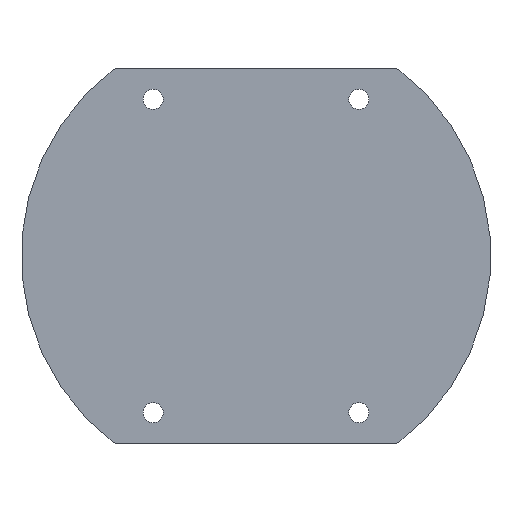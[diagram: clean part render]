
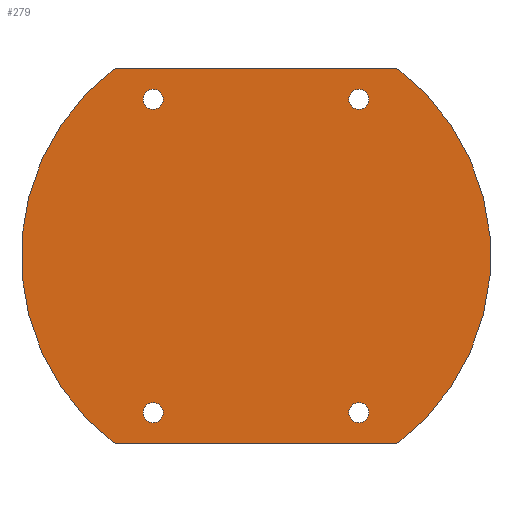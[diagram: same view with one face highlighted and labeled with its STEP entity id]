
A CAD part, front view. The second image highlights one B-rep face of the part: STEP entity #279.
In plain terms, the highlighted planar face has unit normal (0, -1, 0).
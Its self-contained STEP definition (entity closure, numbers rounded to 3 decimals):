
#14 = CARTESIAN_POINT ( 'NONE',  ( -31.5, 0., 42. ) ) ;
#15 = AXIS2_PLACEMENT_3D ( 'NONE', #253, #1359, #411 ) ;
#45 = FACE_OUTER_BOUND ( 'NONE', #869, .T. ) ;
#47 = DIRECTION ( 'NONE',  ( 0., 1., 0. ) ) ;
#90 = FACE_BOUND ( 'NONE', #1383, .T. ) ;
#140 = CARTESIAN_POINT ( 'NONE',  ( -23., 0., 35. ) ) ;
#141 = AXIS2_PLACEMENT_3D ( 'NONE', #426, #1523, #581 ) ;
#146 = CARTESIAN_POINT ( 'NONE',  ( 23., 0., -35. ) ) ;
#148 = VERTEX_POINT ( 'NONE', #587 ) ;
#183 = CIRCLE ( 'NONE', #412, 2.248 ) ;
#209 = CARTESIAN_POINT ( 'NONE',  ( 23., 0., -37.248 ) ) ;
#216 = EDGE_CURVE ( 'NONE', #409, #1891, #1772, .T. ) ;
#217 = CIRCLE ( 'NONE', #1148, 52.5 ) ;
#219 = CARTESIAN_POINT ( 'NONE',  ( 23., 0., 35. ) ) ;
#253 = CARTESIAN_POINT ( 'NONE',  ( 23., 0., 35. ) ) ;
#279 = ADVANCED_FACE ( 'NONE', ( #90, #877, #1303, #462, #45 ), #316, .F. ) ;
#293 = ORIENTED_EDGE ( 'NONE', *, *, #1581, .F. ) ;
#295 = DIRECTION ( 'NONE',  ( 0., 0., 1. ) ) ;
#297 = VERTEX_POINT ( 'NONE', #1673 ) ;
#303 = DIRECTION ( 'NONE',  ( 0., 0., 1. ) ) ;
#316 = PLANE ( 'NONE',  #524 ) ;
#324 = DIRECTION ( 'NONE',  ( 0., 1., 0. ) ) ;
#329 = DIRECTION ( 'NONE',  ( 0., 1., 0. ) ) ;
#373 = DIRECTION ( 'NONE',  ( 0., 0., 1. ) ) ;
#409 = VERTEX_POINT ( 'NONE', #1245 ) ;
#411 = DIRECTION ( 'NONE',  ( 0., 0., 1. ) ) ;
#412 = AXIS2_PLACEMENT_3D ( 'NONE', #1464, #516, #1608 ) ;
#421 = EDGE_CURVE ( 'NONE', #409, #1231, #217, .T. ) ;
#426 = CARTESIAN_POINT ( 'NONE',  ( -23., 0., -35. ) ) ;
#462 = FACE_BOUND ( 'NONE', #1431, .T. ) ;
#466 = CARTESIAN_POINT ( 'NONE',  ( 0., 0., 0. ) ) ;
#479 = AXIS2_PLACEMENT_3D ( 'NONE', #988, #47, #1142 ) ;
#516 = DIRECTION ( 'NONE',  ( 0., 1., 0. ) ) ;
#524 = AXIS2_PLACEMENT_3D ( 'NONE', #1567, #324, #1428 ) ;
#530 = EDGE_CURVE ( 'NONE', #960, #1231, #900, .T. ) ;
#531 = CIRCLE ( 'NONE', #859, 2.248 ) ;
#546 = CARTESIAN_POINT ( 'NONE',  ( 23., 0., 32.752 ) ) ;
#553 = VECTOR ( 'NONE', #1989, 1000. ) ;
#577 = AXIS2_PLACEMENT_3D ( 'NONE', #146, #1243, #303 ) ;
#581 = DIRECTION ( 'NONE',  ( 0., 0., 1. ) ) ;
#587 = CARTESIAN_POINT ( 'NONE',  ( -23., 0., 37.248 ) ) ;
#591 = CARTESIAN_POINT ( 'NONE',  ( 23., 0., -35. ) ) ;
#620 = DIRECTION ( 'NONE',  ( 0., 0., 1. ) ) ;
#632 = EDGE_CURVE ( 'NONE', #148, #297, #1815, .T. ) ;
#639 = VERTEX_POINT ( 'NONE', #209 ) ;
#683 = EDGE_CURVE ( 'NONE', #1225, #987, #974, .T. ) ;
#693 = ORIENTED_EDGE ( 'NONE', *, *, #530, .T. ) ;
#696 = ORIENTED_EDGE ( 'NONE', *, *, #683, .T. ) ;
#749 = DIRECTION ( 'NONE',  ( 0., 0., 1. ) ) ;
#756 = ORIENTED_EDGE ( 'NONE', *, *, #632, .T. ) ;
#759 = CARTESIAN_POINT ( 'NONE',  ( 23., 0., 37.248 ) ) ;
#784 = ORIENTED_EDGE ( 'NONE', *, *, #1445, .T. ) ;
#794 = CIRCLE ( 'NONE', #1415, 52.5 ) ;
#796 = AXIS2_PLACEMENT_3D ( 'NONE', #219, #1320, #373 ) ;
#802 = VECTOR ( 'NONE', #961, 1000. ) ;
#848 = EDGE_CURVE ( 'NONE', #987, #1225, #1041, .T. ) ;
#853 = VERTEX_POINT ( 'NONE', #1506 ) ;
#859 = AXIS2_PLACEMENT_3D ( 'NONE', #591, #1679, #749 ) ;
#869 = EDGE_LOOP ( 'NONE', ( #293, #693, #884, #1108 ) ) ;
#874 = AXIS2_PLACEMENT_3D ( 'NONE', #140, #1239, #295 ) ;
#877 = FACE_BOUND ( 'NONE', #1457, .T. ) ;
#884 = ORIENTED_EDGE ( 'NONE', *, *, #421, .F. ) ;
#900 = LINE ( 'NONE', #14, #802 ) ;
#937 = CARTESIAN_POINT ( 'NONE',  ( -31.5, 0., -42. ) ) ;
#953 = EDGE_CURVE ( 'NONE', #853, #639, #531, .T. ) ;
#960 = VERTEX_POINT ( 'NONE', #1220 ) ;
#961 = DIRECTION ( 'NONE',  ( -1., 0., 0. ) ) ;
#974 = CIRCLE ( 'NONE', #796, 2.248 ) ;
#987 = VERTEX_POINT ( 'NONE', #759 ) ;
#988 = CARTESIAN_POINT ( 'NONE',  ( -23., 0., 35. ) ) ;
#1041 = CIRCLE ( 'NONE', #15, 2.248 ) ;
#1108 = ORIENTED_EDGE ( 'NONE', *, *, #216, .T. ) ;
#1142 = DIRECTION ( 'NONE',  ( 0., 0., 1. ) ) ;
#1148 = AXIS2_PLACEMENT_3D ( 'NONE', #466, #1558, #620 ) ;
#1186 = VERTEX_POINT ( 'NONE', #1603 ) ;
#1220 = CARTESIAN_POINT ( 'NONE',  ( 31.5, 0., 42. ) ) ;
#1225 = VERTEX_POINT ( 'NONE', #546 ) ;
#1231 = VERTEX_POINT ( 'NONE', #1342 ) ;
#1239 = DIRECTION ( 'NONE',  ( 0., 1., 0. ) ) ;
#1243 = DIRECTION ( 'NONE',  ( 0., 1., 0. ) ) ;
#1245 = CARTESIAN_POINT ( 'NONE',  ( -31.5, 0., -42. ) ) ;
#1278 = CARTESIAN_POINT ( 'NONE',  ( 0., 0., 0. ) ) ;
#1303 = FACE_BOUND ( 'NONE', #1331, .T. ) ;
#1320 = DIRECTION ( 'NONE',  ( 0., 1., 0. ) ) ;
#1331 = EDGE_LOOP ( 'NONE', ( #1999, #696 ) ) ;
#1342 = CARTESIAN_POINT ( 'NONE',  ( -31.5, 0., 42. ) ) ;
#1359 = DIRECTION ( 'NONE',  ( 0., 1., 0. ) ) ;
#1375 = EDGE_CURVE ( 'NONE', #1186, #1977, #1981, .T. ) ;
#1383 = EDGE_LOOP ( 'NONE', ( #1761, #1893 ) ) ;
#1415 = AXIS2_PLACEMENT_3D ( 'NONE', #1278, #329, #1436 ) ;
#1428 = DIRECTION ( 'NONE',  ( 0., 0., 1. ) ) ;
#1431 = EDGE_LOOP ( 'NONE', ( #756, #784 ) ) ;
#1436 = DIRECTION ( 'NONE',  ( 0., 0., 1. ) ) ;
#1445 = EDGE_CURVE ( 'NONE', #297, #148, #1837, .T. ) ;
#1457 = EDGE_LOOP ( 'NONE', ( #1936, #1965 ) ) ;
#1464 = CARTESIAN_POINT ( 'NONE',  ( -23., 0., -35. ) ) ;
#1506 = CARTESIAN_POINT ( 'NONE',  ( 23., 0., -32.752 ) ) ;
#1523 = DIRECTION ( 'NONE',  ( 0., 1., 0. ) ) ;
#1558 = DIRECTION ( 'NONE',  ( 0., 1., 0. ) ) ;
#1567 = CARTESIAN_POINT ( 'NONE',  ( 0., 0., 0. ) ) ;
#1578 = CIRCLE ( 'NONE', #577, 2.248 ) ;
#1581 = EDGE_CURVE ( 'NONE', #960, #1891, #794, .T. ) ;
#1603 = CARTESIAN_POINT ( 'NONE',  ( -23., 0., -32.752 ) ) ;
#1608 = DIRECTION ( 'NONE',  ( 0., 0., 1. ) ) ;
#1667 = EDGE_CURVE ( 'NONE', #1977, #1186, #183, .T. ) ;
#1673 = CARTESIAN_POINT ( 'NONE',  ( -23., 0., 32.752 ) ) ;
#1679 = DIRECTION ( 'NONE',  ( 0., 1., 0. ) ) ;
#1761 = ORIENTED_EDGE ( 'NONE', *, *, #1375, .T. ) ;
#1772 = LINE ( 'NONE', #937, #553 ) ;
#1815 = CIRCLE ( 'NONE', #479, 2.248 ) ;
#1837 = CIRCLE ( 'NONE', #874, 2.248 ) ;
#1891 = VERTEX_POINT ( 'NONE', #1950 ) ;
#1893 = ORIENTED_EDGE ( 'NONE', *, *, #1667, .T. ) ;
#1936 = ORIENTED_EDGE ( 'NONE', *, *, #953, .T. ) ;
#1950 = CARTESIAN_POINT ( 'NONE',  ( 31.5, 0., -42. ) ) ;
#1953 = EDGE_CURVE ( 'NONE', #639, #853, #1578, .T. ) ;
#1965 = ORIENTED_EDGE ( 'NONE', *, *, #1953, .T. ) ;
#1977 = VERTEX_POINT ( 'NONE', #1986 ) ;
#1981 = CIRCLE ( 'NONE', #141, 2.248 ) ;
#1986 = CARTESIAN_POINT ( 'NONE',  ( -23., 0., -37.248 ) ) ;
#1989 = DIRECTION ( 'NONE',  ( 1., 0., 0. ) ) ;
#1999 = ORIENTED_EDGE ( 'NONE', *, *, #848, .T. ) ;
